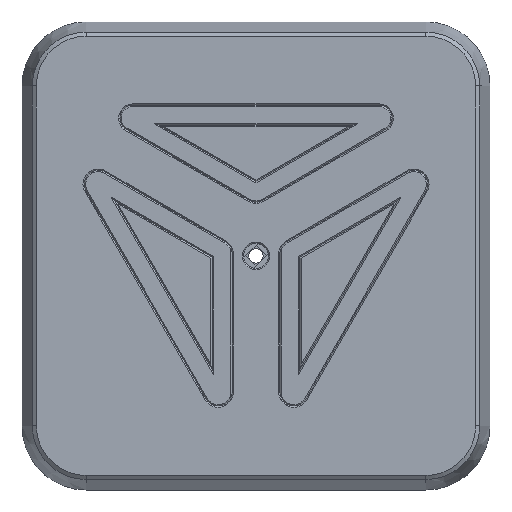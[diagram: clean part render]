
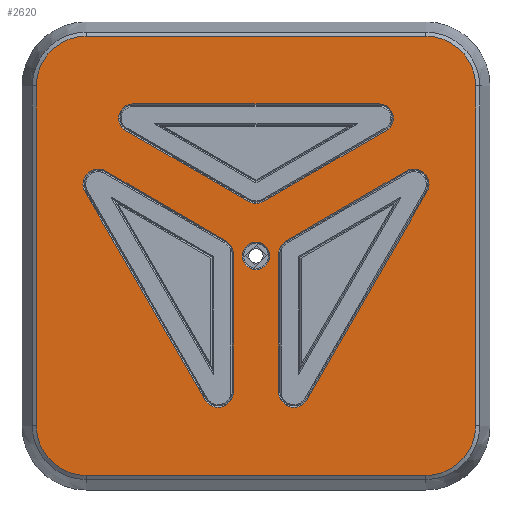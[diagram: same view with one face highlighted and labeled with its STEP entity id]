
A CAD part, top view. The second image highlights one B-rep face of the part: STEP entity #2620.
In plain terms, the highlighted planar face has unit normal (0, 0, 1).
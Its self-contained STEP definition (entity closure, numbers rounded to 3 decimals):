
#98=LINE('',#4021,#369);
#99=LINE('',#4025,#370);
#100=LINE('',#4029,#371);
#101=LINE('',#4033,#372);
#102=LINE('',#4037,#373);
#103=LINE('',#4041,#374);
#104=LINE('',#4045,#375);
#105=LINE('',#4049,#376);
#106=LINE('',#4053,#377);
#107=LINE('',#4057,#378);
#108=LINE('',#4061,#379);
#109=LINE('',#4065,#380);
#110=LINE('',#4069,#381);
#111=LINE('',#4072,#382);
#369=VECTOR('',#3176,10.);
#370=VECTOR('',#3179,10.);
#371=VECTOR('',#3182,10.);
#372=VECTOR('',#3185,10.);
#373=VECTOR('',#3188,10.);
#374=VECTOR('',#3191,10.);
#375=VECTOR('',#3194,10.);
#376=VECTOR('',#3197,10.);
#377=VECTOR('',#3200,10.);
#378=VECTOR('',#3203,10.);
#379=VECTOR('',#3206,10.);
#380=VECTOR('',#3209,10.);
#381=VECTOR('',#3212,10.);
#382=VECTOR('',#3215,10.);
#633=FACE_BOUND('',#845,.T.);
#634=FACE_BOUND('',#846,.T.);
#635=FACE_BOUND('',#847,.T.);
#636=FACE_BOUND('',#848,.T.);
#666=FACE_OUTER_BOUND('',#844,.T.);
#844=EDGE_LOOP('',(#1814,#1815,#1816,#1817,#1818,#1819,#1820,#1821));
#845=EDGE_LOOP('',(#1822,#1823,#1824,#1825,#1826,#1827));
#846=EDGE_LOOP('',(#1828,#1829,#1830,#1831,#1832,#1833));
#847=EDGE_LOOP('',(#1834,#1835,#1836,#1837,#1838,#1839,#1840));
#848=EDGE_LOOP('',(#1841));
#1035=CIRCLE('',#2823,4.3);
#1037=CIRCLE('',#2827,15.6);
#1038=CIRCLE('',#2828,15.6);
#1039=CIRCLE('',#2829,15.6);
#1040=CIRCLE('',#2830,15.6);
#1041=CIRCLE('',#2831,4.775);
#1042=CIRCLE('',#2832,4.775);
#1043=CIRCLE('',#2833,4.775);
#1044=CIRCLE('',#2834,4.775);
#1045=CIRCLE('',#2835,4.775);
#1046=CIRCLE('',#2836,4.775);
#1047=CIRCLE('',#2837,4.463);
#1048=CIRCLE('',#2838,4.775);
#1049=CIRCLE('',#2839,4.463);
#1158=VERTEX_POINT('',#4011);
#1160=VERTEX_POINT('',#4019);
#1161=VERTEX_POINT('',#4020);
#1162=VERTEX_POINT('',#4022);
#1163=VERTEX_POINT('',#4024);
#1164=VERTEX_POINT('',#4026);
#1165=VERTEX_POINT('',#4028);
#1166=VERTEX_POINT('',#4030);
#1167=VERTEX_POINT('',#4032);
#1168=VERTEX_POINT('',#4035);
#1169=VERTEX_POINT('',#4036);
#1170=VERTEX_POINT('',#4038);
#1171=VERTEX_POINT('',#4040);
#1172=VERTEX_POINT('',#4042);
#1173=VERTEX_POINT('',#4044);
#1174=VERTEX_POINT('',#4047);
#1175=VERTEX_POINT('',#4048);
#1176=VERTEX_POINT('',#4050);
#1177=VERTEX_POINT('',#4052);
#1178=VERTEX_POINT('',#4054);
#1179=VERTEX_POINT('',#4056);
#1180=VERTEX_POINT('',#4059);
#1181=VERTEX_POINT('',#4060);
#1182=VERTEX_POINT('',#4062);
#1183=VERTEX_POINT('',#4064);
#1184=VERTEX_POINT('',#4066);
#1185=VERTEX_POINT('',#4068);
#1186=VERTEX_POINT('',#4070);
#1394=EDGE_CURVE('',#1158,#1158,#1035,.T.);
#1398=EDGE_CURVE('',#1160,#1161,#98,.T.);
#1399=EDGE_CURVE('',#1162,#1160,#1037,.T.);
#1400=EDGE_CURVE('',#1163,#1162,#99,.T.);
#1401=EDGE_CURVE('',#1164,#1163,#1038,.T.);
#1402=EDGE_CURVE('',#1165,#1164,#100,.T.);
#1403=EDGE_CURVE('',#1166,#1165,#1039,.T.);
#1404=EDGE_CURVE('',#1167,#1166,#101,.T.);
#1405=EDGE_CURVE('',#1161,#1167,#1040,.T.);
#1406=EDGE_CURVE('',#1168,#1169,#102,.T.);
#1407=EDGE_CURVE('',#1170,#1168,#1041,.T.);
#1408=EDGE_CURVE('',#1171,#1170,#103,.T.);
#1409=EDGE_CURVE('',#1172,#1171,#1042,.T.);
#1410=EDGE_CURVE('',#1173,#1172,#104,.T.);
#1411=EDGE_CURVE('',#1169,#1173,#1043,.T.);
#1412=EDGE_CURVE('',#1174,#1175,#105,.T.);
#1413=EDGE_CURVE('',#1176,#1174,#1044,.T.);
#1414=EDGE_CURVE('',#1177,#1176,#106,.T.);
#1415=EDGE_CURVE('',#1178,#1177,#1045,.T.);
#1416=EDGE_CURVE('',#1179,#1178,#107,.T.);
#1417=EDGE_CURVE('',#1175,#1179,#1046,.T.);
#1418=EDGE_CURVE('',#1180,#1181,#108,.T.);
#1419=EDGE_CURVE('',#1182,#1180,#1047,.T.);
#1420=EDGE_CURVE('',#1183,#1182,#109,.T.);
#1421=EDGE_CURVE('',#1184,#1183,#1048,.T.);
#1422=EDGE_CURVE('',#1185,#1184,#110,.T.);
#1423=EDGE_CURVE('',#1186,#1185,#1049,.T.);
#1424=EDGE_CURVE('',#1181,#1186,#111,.T.);
#1814=ORIENTED_EDGE('',*,*,#1398,.F.);
#1815=ORIENTED_EDGE('',*,*,#1399,.F.);
#1816=ORIENTED_EDGE('',*,*,#1400,.F.);
#1817=ORIENTED_EDGE('',*,*,#1401,.F.);
#1818=ORIENTED_EDGE('',*,*,#1402,.F.);
#1819=ORIENTED_EDGE('',*,*,#1403,.F.);
#1820=ORIENTED_EDGE('',*,*,#1404,.F.);
#1821=ORIENTED_EDGE('',*,*,#1405,.F.);
#1822=ORIENTED_EDGE('',*,*,#1406,.F.);
#1823=ORIENTED_EDGE('',*,*,#1407,.F.);
#1824=ORIENTED_EDGE('',*,*,#1408,.F.);
#1825=ORIENTED_EDGE('',*,*,#1409,.F.);
#1826=ORIENTED_EDGE('',*,*,#1410,.F.);
#1827=ORIENTED_EDGE('',*,*,#1411,.F.);
#1828=ORIENTED_EDGE('',*,*,#1412,.F.);
#1829=ORIENTED_EDGE('',*,*,#1413,.F.);
#1830=ORIENTED_EDGE('',*,*,#1414,.F.);
#1831=ORIENTED_EDGE('',*,*,#1415,.F.);
#1832=ORIENTED_EDGE('',*,*,#1416,.F.);
#1833=ORIENTED_EDGE('',*,*,#1417,.F.);
#1834=ORIENTED_EDGE('',*,*,#1418,.F.);
#1835=ORIENTED_EDGE('',*,*,#1419,.F.);
#1836=ORIENTED_EDGE('',*,*,#1420,.F.);
#1837=ORIENTED_EDGE('',*,*,#1421,.F.);
#1838=ORIENTED_EDGE('',*,*,#1422,.F.);
#1839=ORIENTED_EDGE('',*,*,#1423,.F.);
#1840=ORIENTED_EDGE('',*,*,#1424,.F.);
#1841=ORIENTED_EDGE('',*,*,#1394,.F.);
#2515=PLANE('',#2826);
#2620=ADVANCED_FACE('',(#666,#633,#634,#635,#636),#2515,.T.);
#2823=AXIS2_PLACEMENT_3D('',#4012,#3166,#3167);
#2826=AXIS2_PLACEMENT_3D('',#4018,#3174,#3175);
#2827=AXIS2_PLACEMENT_3D('',#4023,#3177,#3178);
#2828=AXIS2_PLACEMENT_3D('',#4027,#3180,#3181);
#2829=AXIS2_PLACEMENT_3D('',#4031,#3183,#3184);
#2830=AXIS2_PLACEMENT_3D('',#4034,#3186,#3187);
#2831=AXIS2_PLACEMENT_3D('',#4039,#3189,#3190);
#2832=AXIS2_PLACEMENT_3D('',#4043,#3192,#3193);
#2833=AXIS2_PLACEMENT_3D('',#4046,#3195,#3196);
#2834=AXIS2_PLACEMENT_3D('',#4051,#3198,#3199);
#2835=AXIS2_PLACEMENT_3D('',#4055,#3201,#3202);
#2836=AXIS2_PLACEMENT_3D('',#4058,#3204,#3205);
#2837=AXIS2_PLACEMENT_3D('',#4063,#3207,#3208);
#2838=AXIS2_PLACEMENT_3D('',#4067,#3210,#3211);
#2839=AXIS2_PLACEMENT_3D('',#4071,#3213,#3214);
#3166=DIRECTION('center_axis',(0.,0.,1.));
#3167=DIRECTION('ref_axis',(1.,0.,0.));
#3174=DIRECTION('center_axis',(0.,0.,1.));
#3175=DIRECTION('ref_axis',(1.,0.,0.));
#3176=DIRECTION('',(-1.,0.,0.));
#3177=DIRECTION('center_axis',(0.,0.,-1.));
#3178=DIRECTION('ref_axis',(0.,-1.,0.));
#3179=DIRECTION('',(0.,-1.,0.));
#3180=DIRECTION('center_axis',(0.,0.,-1.));
#3181=DIRECTION('ref_axis',(1.,0.,0.));
#3182=DIRECTION('',(1.,0.,0.));
#3183=DIRECTION('center_axis',(0.,0.,-1.));
#3184=DIRECTION('ref_axis',(0.,1.,0.));
#3185=DIRECTION('',(0.,1.,0.));
#3186=DIRECTION('center_axis',(0.,0.,-1.));
#3187=DIRECTION('ref_axis',(-1.,0.,0.));
#3188=DIRECTION('',(-0.865,-0.502,0.));
#3189=DIRECTION('center_axis',(0.,0.,1.));
#3190=DIRECTION('ref_axis',(0.866,-0.5,0.));
#3191=DIRECTION('',(0.5,0.866,0.));
#3192=DIRECTION('center_axis',(0.,0.,1.));
#3193=DIRECTION('ref_axis',(-1.,0.,0.));
#3194=DIRECTION('',(0.,-1.,0.));
#3195=DIRECTION('center_axis',(0.,0.,1.));
#3196=DIRECTION('ref_axis',(-0.502,0.865,0.));
#3197=DIRECTION('',(0.5,-0.866,0.));
#3198=DIRECTION('center_axis',(0.,0.,1.));
#3199=DIRECTION('ref_axis',(0.502,0.865,0.));
#3200=DIRECTION('',(-0.865,0.502,0.));
#3201=DIRECTION('center_axis',(0.,0.,1.));
#3202=DIRECTION('ref_axis',(1.,0.,0.));
#3203=DIRECTION('',(0.,1.,0.));
#3204=DIRECTION('center_axis',(0.,0.,1.));
#3205=DIRECTION('ref_axis',(-0.866,-0.5,0.));
#3206=DIRECTION('',(-1.,0.,0.));
#3207=DIRECTION('center_axis',(0.,0.,1.));
#3208=DIRECTION('ref_axis',(0.501,-0.866,0.));
#3209=DIRECTION('',(0.866,0.501,0.));
#3210=DIRECTION('center_axis',(0.,0.,1.));
#3211=DIRECTION('ref_axis',(-0.501,-0.866,0.));
#3212=DIRECTION('',(0.866,-0.501,0.));
#3213=DIRECTION('center_axis',(0.,0.,1.));
#3214=DIRECTION('ref_axis',(0.,1.,0.));
#3215=DIRECTION('',(-1.,0.,0.));
#4011=CARTESIAN_POINT('',(-4.3,0.,65.));
#4012=CARTESIAN_POINT('Origin',(0.,0.,65.));
#4018=CARTESIAN_POINT('Origin',(0.,0.,65.));
#4019=CARTESIAN_POINT('',(53.3,-68.9,65.));
#4020=CARTESIAN_POINT('',(-53.3,-68.9,65.));
#4021=CARTESIAN_POINT('',(-26.65,-68.9,65.));
#4022=CARTESIAN_POINT('',(68.9,-53.3,65.));
#4023=CARTESIAN_POINT('Origin',(53.3,-53.3,65.));
#4024=CARTESIAN_POINT('',(68.9,53.3,65.));
#4025=CARTESIAN_POINT('',(68.9,-26.65,65.));
#4026=CARTESIAN_POINT('',(53.3,68.9,65.));
#4027=CARTESIAN_POINT('Origin',(53.3,53.3,65.));
#4028=CARTESIAN_POINT('',(-53.3,68.9,65.));
#4029=CARTESIAN_POINT('',(26.65,68.9,65.));
#4030=CARTESIAN_POINT('',(-68.9,53.3,65.));
#4031=CARTESIAN_POINT('Origin',(-53.3,53.3,65.));
#4032=CARTESIAN_POINT('',(-68.9,-53.3,65.));
#4033=CARTESIAN_POINT('',(-68.9,26.65,65.));
#4034=CARTESIAN_POINT('Origin',(-53.3,-53.3,65.));
#4035=CARTESIAN_POINT('',(47.106,26.581,65.));
#4036=CARTESIAN_POINT('',(9.473,4.753,65.));
#4037=CARTESIAN_POINT('',(4.898,2.099,65.));
#4038=CARTESIAN_POINT('',(53.637,20.063,65.));
#4039=CARTESIAN_POINT('Origin',(49.502,22.45,65.));
#4040=CARTESIAN_POINT('',(16.004,-45.118,65.));
#4041=CARTESIAN_POINT('',(42.589,0.926,65.));
#4042=CARTESIAN_POINT('',(7.094,-42.731,65.));
#4043=CARTESIAN_POINT('Origin',(11.869,-42.731,65.));
#4044=CARTESIAN_POINT('',(7.094,0.622,65.));
#4045=CARTESIAN_POINT('',(7.094,-21.365,65.));
#4046=CARTESIAN_POINT('Origin',(11.869,0.622,65.));
#4047=CARTESIAN_POINT('',(-53.637,20.063,65.));
#4048=CARTESIAN_POINT('',(-16.004,-45.118,65.));
#4049=CARTESIAN_POINT('',(-23.772,-31.664,65.));
#4050=CARTESIAN_POINT('',(-47.106,26.581,65.));
#4051=CARTESIAN_POINT('Origin',(-49.502,22.45,65.));
#4052=CARTESIAN_POINT('',(-9.473,4.753,65.));
#4053=CARTESIAN_POINT('',(-23.714,13.013,65.));
#4054=CARTESIAN_POINT('',(-7.094,0.622,65.));
#4055=CARTESIAN_POINT('Origin',(-11.869,0.622,65.));
#4056=CARTESIAN_POINT('',(-7.094,-42.731,65.));
#4057=CARTESIAN_POINT('',(-7.094,0.311,65.));
#4058=CARTESIAN_POINT('Origin',(-11.869,-42.731,65.));
#4059=CARTESIAN_POINT('',(38.616,47.662,65.));
#4060=CARTESIAN_POINT('',(0.,47.668,65.));
#4061=CARTESIAN_POINT('',(0.004,47.668,65.));
#4062=CARTESIAN_POINT('',(40.851,39.337,65.));
#4063=CARTESIAN_POINT('Origin',(38.616,43.199,65.));
#4064=CARTESIAN_POINT('',(2.392,17.082,65.));
#4065=CARTESIAN_POINT('',(17.023,25.549,65.));
#4066=CARTESIAN_POINT('',(-2.392,17.082,65.));
#4067=CARTESIAN_POINT('Origin',(0.,21.215,65.));
#4068=CARTESIAN_POINT('',(-40.851,39.337,65.));
#4069=CARTESIAN_POINT('',(2.207,14.421,65.));
#4070=CARTESIAN_POINT('',(-38.616,47.662,65.));
#4071=CARTESIAN_POINT('Origin',(-38.616,43.199,65.));
#4072=CARTESIAN_POINT('',(-19.312,47.665,65.));
